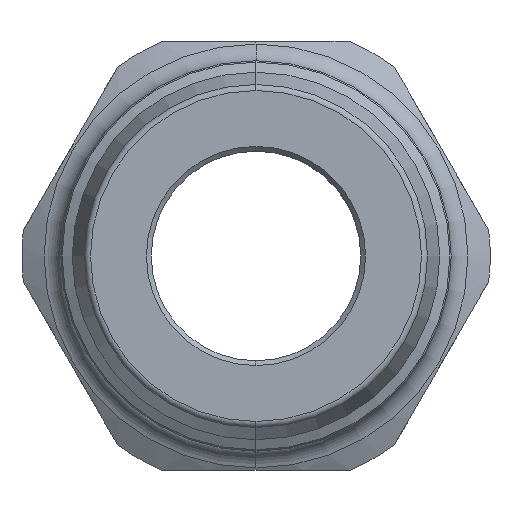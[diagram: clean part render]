
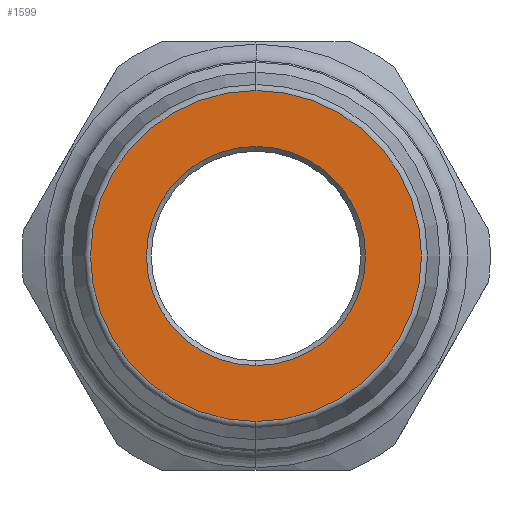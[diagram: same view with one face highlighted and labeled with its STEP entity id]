
A CAD part, left-side view. The second image highlights one B-rep face of the part: STEP entity #1599.
In plain terms, the highlighted planar face has unit normal (-1, 0, 0).
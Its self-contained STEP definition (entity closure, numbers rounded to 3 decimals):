
#35 = EDGE_CURVE ( 'NONE', #912, #880, #565, .T. ) ;
#36 = EDGE_CURVE ( 'NONE', #918, #916, #564, .T. ) ;
#40 = EDGE_CURVE ( 'NONE', #916, #918, #559, .T. ) ;
#45 = EDGE_CURVE ( 'NONE', #880, #912, #545, .T. ) ;
#65 = AXIS2_PLACEMENT_3D ( 'NONE', #1081, #1083, #1082 ) ;
#71 = AXIS2_PLACEMENT_3D ( 'NONE', #1108, #1110, #1109 ) ;
#77 = AXIS2_PLACEMENT_3D ( 'NONE', #1095, #1096, #1097 ) ;
#116 = AXIS2_PLACEMENT_3D ( 'NONE', #1084, #1085, #1086 ) ;
#221 = AXIS2_PLACEMENT_3D ( 'NONE', #1051, #1343, #1007 ) ;
#279 = ORIENTED_EDGE ( 'NONE', *, *, #40, .T. ) ;
#320 = FACE_BOUND ( 'NONE', #661, .T. ) ;
#321 = FACE_OUTER_BOUND ( 'NONE', #636, .T. ) ;
#545 = CIRCLE ( 'NONE', #71, 6.9 ) ;
#559 = CIRCLE ( 'NONE', #77, 10.423 ) ;
#564 = CIRCLE ( 'NONE', #116, 10.423 ) ;
#565 = CIRCLE ( 'NONE', #65, 6.9 ) ;
#636 = EDGE_LOOP ( 'NONE', ( #658, #279 ) ) ;
#658 = ORIENTED_EDGE ( 'NONE', *, *, #36, .T. ) ;
#661 = EDGE_LOOP ( 'NONE', ( #703, #704 ) ) ;
#703 = ORIENTED_EDGE ( 'NONE', *, *, #35, .F. ) ;
#704 = ORIENTED_EDGE ( 'NONE', *, *, #45, .F. ) ;
#880 = VERTEX_POINT ( 'NONE', #984 ) ;
#912 = VERTEX_POINT ( 'NONE', #958 ) ;
#916 = VERTEX_POINT ( 'NONE', #955 ) ;
#918 = VERTEX_POINT ( 'NONE', #954 ) ;
#954 = CARTESIAN_POINT ( 'NONE',  ( -41.5, 0., -10.423 ) ) ;
#955 = CARTESIAN_POINT ( 'NONE',  ( -41.5, 0., 10.423 ) ) ;
#958 = CARTESIAN_POINT ( 'NONE',  ( -41.5, 0., 6.9 ) ) ;
#984 = CARTESIAN_POINT ( 'NONE',  ( -41.5, 0., -6.9 ) ) ;
#1007 = DIRECTION ( 'NONE',  ( 0., 0., -1. ) ) ;
#1051 = CARTESIAN_POINT ( 'NONE',  ( -41.5, 9.832, 0. ) ) ;
#1081 = CARTESIAN_POINT ( 'NONE',  ( -41.5, 0., 0. ) ) ;
#1082 = DIRECTION ( 'NONE',  ( 0., 0., 1. ) ) ;
#1083 = DIRECTION ( 'NONE',  ( -1., 0., 0. ) ) ;
#1084 = CARTESIAN_POINT ( 'NONE',  ( -41.5, 0., 0. ) ) ;
#1085 = DIRECTION ( 'NONE',  ( -1., 0., 0. ) ) ;
#1086 = DIRECTION ( 'NONE',  ( 0., 0., -1. ) ) ;
#1095 = CARTESIAN_POINT ( 'NONE',  ( -41.5, 0., 0. ) ) ;
#1096 = DIRECTION ( 'NONE',  ( -1., 0., 0. ) ) ;
#1097 = DIRECTION ( 'NONE',  ( 0., 0., -1. ) ) ;
#1108 = CARTESIAN_POINT ( 'NONE',  ( -41.5, 0., 0. ) ) ;
#1109 = DIRECTION ( 'NONE',  ( 0., 0., 1. ) ) ;
#1110 = DIRECTION ( 'NONE',  ( -1., 0., 0. ) ) ;
#1343 = DIRECTION ( 'NONE',  ( 1., 0., 0. ) ) ;
#1549 = PLANE ( 'NONE',  #221 ) ;
#1599 = ADVANCED_FACE ( 'NONE', ( #321, #320 ), #1549, .F. ) ;
